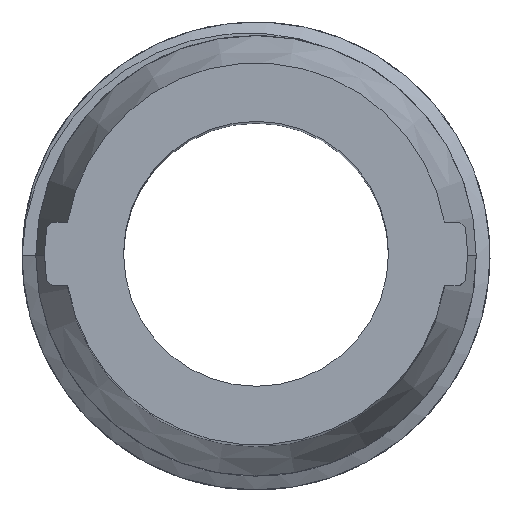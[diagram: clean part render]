
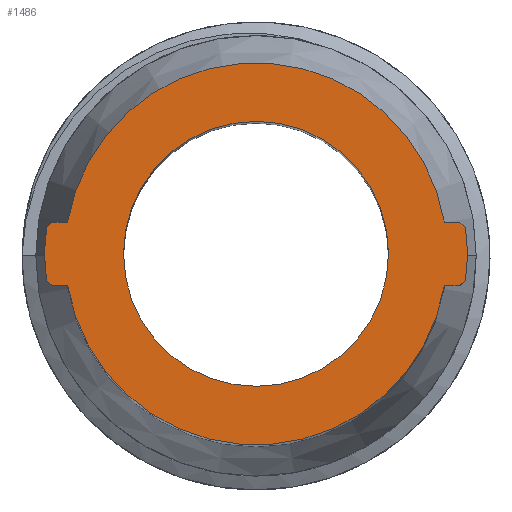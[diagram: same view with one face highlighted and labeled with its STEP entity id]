
A CAD part, top view. The second image highlights one B-rep face of the part: STEP entity #1486.
In plain terms, the highlighted planar face has unit normal (0, 0, 1).
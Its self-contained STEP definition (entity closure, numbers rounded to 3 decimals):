
#23 = EDGE_CURVE ( 'NONE', #858, #1466, #1720, .T. ) ;
#25 = CARTESIAN_POINT ( 'NONE',  ( 0., 0., -5.298 ) ) ;
#29 = AXIS2_PLACEMENT_3D ( 'NONE', #733, #143, #1327 ) ;
#30 = DIRECTION ( 'NONE',  ( -0.084, -0.996, 0. ) ) ;
#44 = ORIENTED_EDGE ( 'NONE', *, *, #1629, .T. ) ;
#57 = CARTESIAN_POINT ( 'NONE',  ( 0., 0., -5.298 ) ) ;
#69 = ORIENTED_EDGE ( 'NONE', *, *, #23, .T. ) ;
#71 = CARTESIAN_POINT ( 'NONE',  ( -10.945, 1.85, -5.298 ) ) ;
#79 = CARTESIAN_POINT ( 'NONE',  ( -10.945, -1.85, -5.298 ) ) ;
#80 = CARTESIAN_POINT ( 'NONE',  ( 11.845, 1.85, -5.298 ) ) ;
#81 = LINE ( 'NONE', #1375, #528 ) ;
#83 = CARTESIAN_POINT ( 'NONE',  ( 12.17, -1.551, -5.298 ) ) ;
#109 = VECTOR ( 'NONE', #386, 1000. ) ;
#112 = PLANE ( 'NONE',  #1458 ) ;
#143 = DIRECTION ( 'NONE',  ( 0., 0., 1. ) ) ;
#147 = CARTESIAN_POINT ( 'NONE',  ( -10.945, -1.85, -5.298 ) ) ;
#159 = DIRECTION ( 'NONE',  ( 0., 0., 1. ) ) ;
#162 = CARTESIAN_POINT ( 'NONE',  ( -1.344, 10.701, -5.298 ) ) ;
#174 = VERTEX_POINT ( 'NONE', #816 ) ;
#198 = ORIENTED_EDGE ( 'NONE', *, *, #431, .T. ) ;
#205 = DIRECTION ( 'NONE',  ( 1., 0., 0. ) ) ;
#209 = CARTESIAN_POINT ( 'NONE',  ( 12.3, 0., -5.298 ) ) ;
#211 = ORIENTED_EDGE ( 'NONE', *, *, #485, .T. ) ;
#226 = VECTOR ( 'NONE', #763, 1000. ) ;
#246 = LINE ( 'NONE', #209, #1573 ) ;
#252 = CARTESIAN_POINT ( 'NONE',  ( 7.7, 0., -5.298 ) ) ;
#297 = LINE ( 'NONE', #162, #226 ) ;
#358 = DIRECTION ( 'NONE',  ( 0.084, 0.996, 0. ) ) ;
#359 = CARTESIAN_POINT ( 'NONE',  ( 7.7, 0., -5.298 ) ) ;
#360 = CARTESIAN_POINT ( 'NONE',  ( -2.997, -10.697, -5.298 ) ) ;
#386 = DIRECTION ( 'NONE',  ( -1., 0., 0. ) ) ;
#405 = AXIS2_PLACEMENT_3D ( 'NONE', #25, #159, #607 ) ;
#424 = ORIENTED_EDGE ( 'NONE', *, *, #1428, .T. ) ;
#431 = EDGE_CURVE ( 'NONE', #1883, #1551, #893, .T. ) ;
#439 = CIRCLE ( 'NONE', #405, 7.7 ) ;
#466 = CARTESIAN_POINT ( 'NONE',  ( 10.945, -1.85, -5.298 ) ) ;
#467 = EDGE_LOOP ( 'NONE', ( #211, #69, #1112, #44, #511, #1461, #561, #198, #765, #979, #1534, #1420, #424, #604 ) ) ;
#476 = VERTEX_POINT ( 'NONE', #79 ) ;
#485 = EDGE_CURVE ( 'NONE', #656, #858, #797, .T. ) ;
#502 = LINE ( 'NONE', #997, #109 ) ;
#511 = ORIENTED_EDGE ( 'NONE', *, *, #1292, .T. ) ;
#513 = VERTEX_POINT ( 'NONE', #1432 ) ;
#528 = VECTOR ( 'NONE', #614, 1000. ) ;
#537 = VECTOR ( 'NONE', #1173, 1000. ) ;
#561 = ORIENTED_EDGE ( 'NONE', *, *, #1808, .T. ) ;
#562 = CARTESIAN_POINT ( 'NONE',  ( -12.3, 0., -5.298 ) ) ;
#566 = EDGE_CURVE ( 'NONE', #1551, #1222, #1909, .T. ) ;
#604 = ORIENTED_EDGE ( 'NONE', *, *, #1194, .T. ) ;
#607 = DIRECTION ( 'NONE',  ( 1., 0., 0. ) ) ;
#614 = DIRECTION ( 'NONE',  ( -1., 0., 0. ) ) ;
#624 = CARTESIAN_POINT ( 'NONE',  ( 10.945, -1.85, -5.298 ) ) ;
#637 = DIRECTION ( 'NONE',  ( 1., 0., 0. ) ) ;
#656 = VERTEX_POINT ( 'NONE', #1075 ) ;
#696 = DIRECTION ( 'NONE',  ( 0., 0., 1. ) ) ;
#707 = DIRECTION ( 'NONE',  ( 1., 0., 0. ) ) ;
#714 = LINE ( 'NONE', #147, #1132 ) ;
#720 = EDGE_LOOP ( 'NONE', ( #927, #1343 ) ) ;
#733 = CARTESIAN_POINT ( 'NONE',  ( 0., 0., -5.298 ) ) ;
#735 = FACE_OUTER_BOUND ( 'NONE', #467, .T. ) ;
#744 = VERTEX_POINT ( 'NONE', #359 ) ;
#751 = VECTOR ( 'NONE', #1160, 1000. ) ;
#757 = EDGE_CURVE ( 'NONE', #476, #1753, #1097, .T. ) ;
#763 = DIRECTION ( 'NONE',  ( -0.764, -0.645, 0. ) ) ;
#765 = ORIENTED_EDGE ( 'NONE', *, *, #566, .T. ) ;
#770 = AXIS2_PLACEMENT_3D ( 'NONE', #57, #1096, #205 ) ;
#775 = DIRECTION ( 'NONE',  ( 0., 0., 1. ) ) ;
#783 = VECTOR ( 'NONE', #30, 1000. ) ;
#788 = CARTESIAN_POINT ( 'NONE',  ( 11.816, -1.85, -5.298 ) ) ;
#797 = LINE ( 'NONE', #985, #1679 ) ;
#816 = CARTESIAN_POINT ( 'NONE',  ( -11.816, 1.85, -5.298 ) ) ;
#832 = CIRCLE ( 'NONE', #1273, 7.7 ) ;
#858 = VERTEX_POINT ( 'NONE', #1101 ) ;
#868 = CARTESIAN_POINT ( 'NONE',  ( -12.172, -1.523, -5.298 ) ) ;
#890 = CARTESIAN_POINT ( 'NONE',  ( 10.945, 1.85, -5.298 ) ) ;
#893 = LINE ( 'NONE', #562, #751 ) ;
#897 = EDGE_CURVE ( 'NONE', #1753, #1905, #1471, .T. ) ;
#927 = ORIENTED_EDGE ( 'NONE', *, *, #1151, .F. ) ;
#979 = ORIENTED_EDGE ( 'NONE', *, *, #1593, .T. ) ;
#985 = CARTESIAN_POINT ( 'NONE',  ( 12.145, 1.85, -5.298 ) ) ;
#997 = CARTESIAN_POINT ( 'NONE',  ( -10.945, 1.85, -5.298 ) ) ;
#1033 = CARTESIAN_POINT ( 'NONE',  ( 10.697, 2.997, -5.298 ) ) ;
#1037 = CIRCLE ( 'NONE', #29, 11.1 ) ;
#1072 = VECTOR ( 'NONE', #1195, 1000. ) ;
#1075 = CARTESIAN_POINT ( 'NONE',  ( 12.3, 0., -5.298 ) ) ;
#1077 = FACE_BOUND ( 'NONE', #720, .T. ) ;
#1088 = CARTESIAN_POINT ( 'NONE',  ( -12.17, 1.551, -5.298 ) ) ;
#1096 = DIRECTION ( 'NONE',  ( 0., 0., 1. ) ) ;
#1097 = CIRCLE ( 'NONE', #770, 11.1 ) ;
#1101 = CARTESIAN_POINT ( 'NONE',  ( 12.172, 1.523, -5.298 ) ) ;
#1107 = VERTEX_POINT ( 'NONE', #1088 ) ;
#1112 = ORIENTED_EDGE ( 'NONE', *, *, #1117, .T. ) ;
#1116 = DIRECTION ( 'NONE',  ( -0.084, 0.996, 0. ) ) ;
#1117 = EDGE_CURVE ( 'NONE', #1466, #1585, #81, .T. ) ;
#1132 = VECTOR ( 'NONE', #1167, 1000. ) ;
#1151 = EDGE_CURVE ( 'NONE', #744, #513, #832, .T. ) ;
#1160 = DIRECTION ( 'NONE',  ( 0.084, -0.996, 0. ) ) ;
#1167 = DIRECTION ( 'NONE',  ( 1., 0., 0. ) ) ;
#1173 = DIRECTION ( 'NONE',  ( -0.707, 0.707, 0. ) ) ;
#1178 = LINE ( 'NONE', #1221, #783 ) ;
#1194 = EDGE_CURVE ( 'NONE', #1201, #656, #246, .T. ) ;
#1195 = DIRECTION ( 'NONE',  ( 1., 0., 0. ) ) ;
#1201 = VERTEX_POINT ( 'NONE', #83 ) ;
#1210 = CARTESIAN_POINT ( 'NONE',  ( 0., 0., -5.298 ) ) ;
#1221 = CARTESIAN_POINT ( 'NONE',  ( -12.145, 1.85, -5.298 ) ) ;
#1222 = VERTEX_POINT ( 'NONE', #1685 ) ;
#1251 = DIRECTION ( 'NONE',  ( 0.764, 0.645, 0. ) ) ;
#1268 = VECTOR ( 'NONE', #1833, 1000. ) ;
#1273 = AXIS2_PLACEMENT_3D ( 'NONE', #1210, #775, #637 ) ;
#1292 = EDGE_CURVE ( 'NONE', #1437, #174, #502, .T. ) ;
#1327 = DIRECTION ( 'NONE',  ( 1., 0., 0. ) ) ;
#1343 = ORIENTED_EDGE ( 'NONE', *, *, #1731, .F. ) ;
#1349 = CARTESIAN_POINT ( 'NONE',  ( -12.3, 0., -5.298 ) ) ;
#1375 = CARTESIAN_POINT ( 'NONE',  ( 10.945, 1.85, -5.298 ) ) ;
#1420 = ORIENTED_EDGE ( 'NONE', *, *, #897, .T. ) ;
#1428 = EDGE_CURVE ( 'NONE', #1905, #1201, #1518, .T. ) ;
#1432 = CARTESIAN_POINT ( 'NONE',  ( -7.7, 0., -5.298 ) ) ;
#1437 = VERTEX_POINT ( 'NONE', #71 ) ;
#1458 = AXIS2_PLACEMENT_3D ( 'NONE', #252, #696, #707 ) ;
#1461 = ORIENTED_EDGE ( 'NONE', *, *, #1758, .T. ) ;
#1466 = VERTEX_POINT ( 'NONE', #80 ) ;
#1471 = LINE ( 'NONE', #624, #1072 ) ;
#1486 = ADVANCED_FACE ( 'NONE', ( #735, #1077 ), #112, .T. ) ;
#1518 = LINE ( 'NONE', #1848, #1738 ) ;
#1534 = ORIENTED_EDGE ( 'NONE', *, *, #757, .T. ) ;
#1551 = VERTEX_POINT ( 'NONE', #868 ) ;
#1573 = VECTOR ( 'NONE', #358, 1000. ) ;
#1585 = VERTEX_POINT ( 'NONE', #890 ) ;
#1593 = EDGE_CURVE ( 'NONE', #1222, #476, #714, .T. ) ;
#1629 = EDGE_CURVE ( 'NONE', #1585, #1437, #1037, .T. ) ;
#1679 = VECTOR ( 'NONE', #1116, 1000. ) ;
#1685 = CARTESIAN_POINT ( 'NONE',  ( -11.845, -1.85, -5.298 ) ) ;
#1720 = LINE ( 'NONE', #1033, #537 ) ;
#1731 = EDGE_CURVE ( 'NONE', #513, #744, #439, .T. ) ;
#1738 = VECTOR ( 'NONE', #1251, 1000. ) ;
#1753 = VERTEX_POINT ( 'NONE', #466 ) ;
#1758 = EDGE_CURVE ( 'NONE', #174, #1107, #297, .T. ) ;
#1808 = EDGE_CURVE ( 'NONE', #1107, #1883, #1178, .T. ) ;
#1833 = DIRECTION ( 'NONE',  ( 0.707, -0.707, 0. ) ) ;
#1848 = CARTESIAN_POINT ( 'NONE',  ( 10.327, -3.108, -5.298 ) ) ;
#1883 = VERTEX_POINT ( 'NONE', #1349 ) ;
#1905 = VERTEX_POINT ( 'NONE', #788 ) ;
#1909 = LINE ( 'NONE', #360, #1268 ) ;
